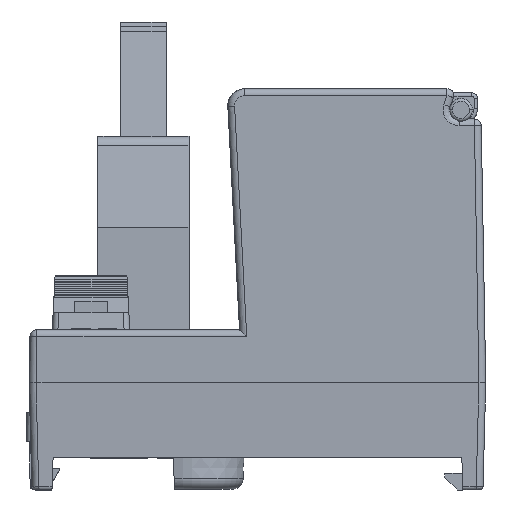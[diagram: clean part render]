
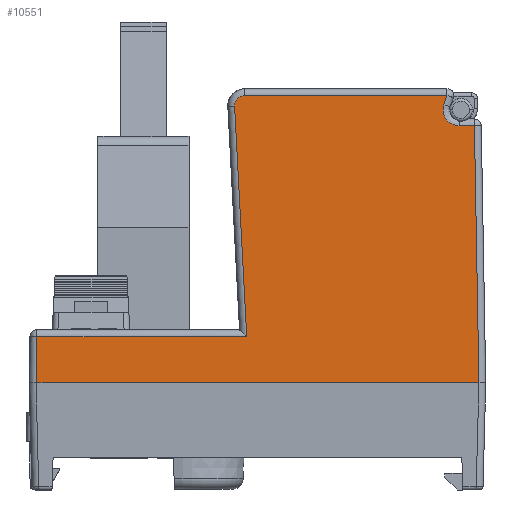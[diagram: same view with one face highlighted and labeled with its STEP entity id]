
A CAD part, left-side view. The second image highlights one B-rep face of the part: STEP entity #10551.
In plain terms, the highlighted planar face has unit normal (-1, 0, 0.002).
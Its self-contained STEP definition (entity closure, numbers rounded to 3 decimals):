
#4913=FACE_OUTER_BOUND('',#23125,.T.);
#10551=ADVANCED_FACE('',(#4913),#16307,.F.);
#16307=PLANE('',#118918);
#18298=B_SPLINE_CURVE_WITH_KNOTS('',3,(#171899,#171900,#171901,#171902,#171903,
#171904),.UNSPECIFIED.,.F.,.F.,(4,2,4),(0.,0.5,1.),.UNSPECIFIED.);
#23125=EDGE_LOOP('',(#46838,#46839,#46840,#46841,#46842,#46843,#46844,#46845,
#46846,#46847));
#25693=CIRCLE('',#118906,0.9);
#46838=ORIENTED_EDGE('',*,*,#80331,.F.);
#46839=ORIENTED_EDGE('',*,*,#80335,.T.);
#46840=ORIENTED_EDGE('',*,*,#80319,.T.);
#46841=ORIENTED_EDGE('',*,*,#80338,.F.);
#46842=ORIENTED_EDGE('',*,*,#80341,.T.);
#46843=ORIENTED_EDGE('',*,*,#80323,.T.);
#46844=ORIENTED_EDGE('',*,*,#80314,.F.);
#46845=ORIENTED_EDGE('',*,*,#80353,.T.);
#46846=ORIENTED_EDGE('',*,*,#80356,.F.);
#46847=ORIENTED_EDGE('',*,*,#80355,.T.);
#66267=VERTEX_POINT('',#171797);
#66268=VERTEX_POINT('',#171799);
#66272=VERTEX_POINT('',#171828);
#66273=VERTEX_POINT('',#171830);
#66275=VERTEX_POINT('',#171841);
#66277=VERTEX_POINT('',#171847);
#66281=VERTEX_POINT('',#171874);
#66284=VERTEX_POINT('',#171952);
#66289=VERTEX_POINT('',#171999);
#66290=VERTEX_POINT('',#172018);
#80314=EDGE_CURVE('',#66268,#66267,#96424,.T.);
#80319=EDGE_CURVE('',#66273,#66272,#96426,.T.);
#80323=EDGE_CURVE('',#66275,#66267,#96427,.T.);
#80331=EDGE_CURVE('',#66281,#66277,#96429,.T.);
#80335=EDGE_CURVE('',#66281,#66273,#18298,.T.);
#80338=EDGE_CURVE('',#66284,#66272,#96432,.T.);
#80341=EDGE_CURVE('',#66284,#66275,#25693,.T.);
#80353=EDGE_CURVE('',#66268,#66289,#96442,.T.);
#80355=EDGE_CURVE('',#66290,#66277,#96443,.T.);
#80356=EDGE_CURVE('',#66290,#66289,#96444,.T.);
#96424=LINE('',#171800,#111094);
#96426=LINE('',#171829,#111096);
#96427=LINE('',#171840,#111097);
#96429=LINE('',#171875,#111099);
#96432=LINE('',#171953,#111102);
#96442=LINE('',#172000,#111112);
#96443=LINE('',#172019,#111113);
#96444=LINE('',#172021,#111114);
#111094=VECTOR('',#139563,1.);
#111096=VECTOR('',#139573,1.);
#111097=VECTOR('',#139582,1.);
#111099=VECTOR('',#139598,1.);
#111102=VECTOR('',#139605,1.);
#111112=VECTOR('',#139639,1.);
#111113=VECTOR('',#139642,1.);
#111114=VECTOR('',#139645,1.);
#118906=AXIS2_PLACEMENT_3D('',#171961,#139610,#139611);
#118918=AXIS2_PLACEMENT_3D('',#172022,#139646,#139647);
#139563=DIRECTION('',(0.,-1.,0.));
#139573=DIRECTION('',(0.002,-0.308,0.951));
#139582=DIRECTION('',(-0.002,-0.052,-0.999));
#139598=DIRECTION('',(0.,-1.,0.));
#139605=DIRECTION('',(0.,-1.,0.));
#139610=DIRECTION('',(-1.,0.,0.002));
#139611=DIRECTION('',(0.,0.999,-0.052));
#139639=DIRECTION('',(-0.002,0.017,-1.));
#139642=DIRECTION('',(0.002,0.017,1.));
#139645=DIRECTION('',(0.,1.,0.));
#139646=DIRECTION('',(1.,0.,-0.002));
#139647=DIRECTION('',(0.,-1.,0.));
#171797=CARTESIAN_POINT('',(-18.859,-5.082,2.201));
#171799=CARTESIAN_POINT('',(-18.859,13.329,2.201));
#171800=CARTESIAN_POINT('',(-18.859,-5.082,2.201));
#171828=CARTESIAN_POINT('',(-18.822,-22.649,23.351));
#171829=CARTESIAN_POINT('',(-18.822,-22.649,23.351));
#171830=CARTESIAN_POINT('',(-18.823,-22.384,22.532));
#171840=CARTESIAN_POINT('',(-18.859,-5.082,2.201));
#171841=CARTESIAN_POINT('',(-18.823,-4.023,22.404));
#171847=CARTESIAN_POINT('',(-18.826,-25.056,20.701));
#171874=CARTESIAN_POINT('',(-18.826,-23.716,20.701));
#171875=CARTESIAN_POINT('',(-18.826,-25.056,20.701));
#171899=CARTESIAN_POINT('',(-18.826,-23.716,20.701));
#171900=CARTESIAN_POINT('',(-18.826,-23.274,20.702));
#171901=CARTESIAN_POINT('',(-18.826,-22.841,20.924));
#171902=CARTESIAN_POINT('',(-18.825,-22.327,21.631));
#171903=CARTESIAN_POINT('',(-18.824,-22.248,22.11));
#171904=CARTESIAN_POINT('',(-18.823,-22.384,22.532));
#171952=CARTESIAN_POINT('',(-18.822,-4.922,23.351));
#171953=CARTESIAN_POINT('',(-18.822,-22.649,23.351));
#171961=CARTESIAN_POINT('',(-18.823,-4.922,22.451));
#171999=CARTESIAN_POINT('',(-18.866,13.4,-1.85));
#172000=CARTESIAN_POINT('',(-18.866,13.4,-1.85));
#172018=CARTESIAN_POINT('',(-18.866,-25.45,-1.85));
#172019=CARTESIAN_POINT('',(-18.826,-25.056,20.701));
#172021=CARTESIAN_POINT('',(-18.866,-25.45,-1.85));
#172022=CARTESIAN_POINT('',(-18.821,-34.77,23.95));
